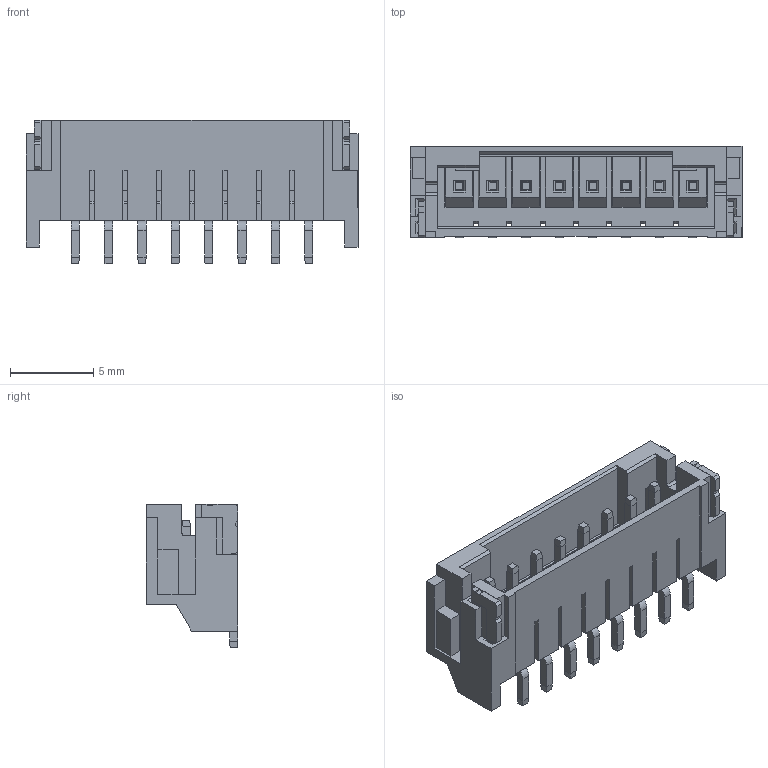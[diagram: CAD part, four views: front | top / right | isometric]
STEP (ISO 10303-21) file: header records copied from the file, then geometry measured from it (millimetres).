
FILE_DESCRIPTION (( 'STEP AP214' ), '1' );
FILE_NAME ('S8B-PH-SM4-TB(LF)(SN).STEP', '2023-04-03T21:13:12', ( '' ), ( '' ), 'SwSTEP 2.0', 'SolidWorks 2021', '' );
FILE_SCHEMA (( 'AUTOMOTIVE_DESIGN' ));
Length unit declared in the file: millimetre
Products named in the file (1): S8B-PH-SM4-TB(LF)(SN)
Bounding box: 19.9 x 5.5 x 8.6 mm (x, y, z)
Volume: 325 mm3; surface area: 1016.6 mm2
Topology: 11 solids, 11 shells, 494 faces, 1332 edges, 842 vertices
Faces by surface type: plane 458, cylinder 36
Entity records: 15236 total; most frequent: CARTESIAN_POINT 2669, ORIENTED_EDGE 2664, DIRECTION 2394, EDGE_CURVE 1332, LINE 1260, VECTOR 1260, VERTEX_POINT 842, AXIS2_PLACEMENT_3D 567
